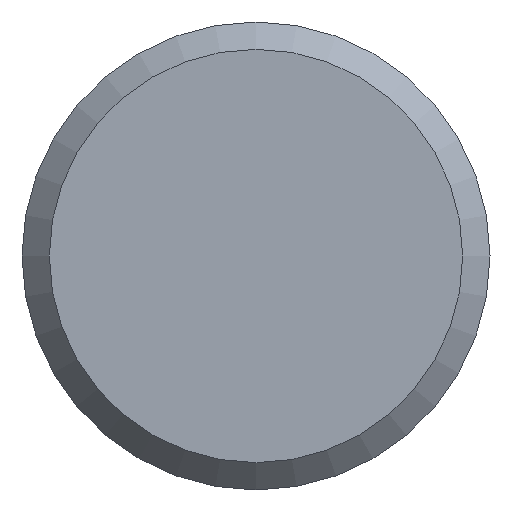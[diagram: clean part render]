
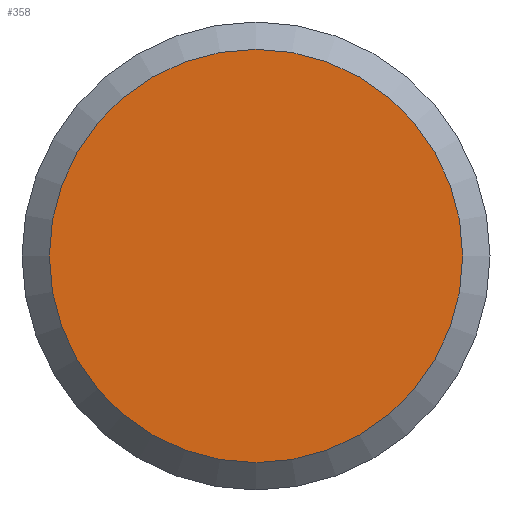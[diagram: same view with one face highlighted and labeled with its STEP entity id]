
A CAD part, front view. The second image highlights one B-rep face of the part: STEP entity #358.
In plain terms, the highlighted planar face has unit normal (0, -1, 0).
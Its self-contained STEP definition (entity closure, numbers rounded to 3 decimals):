
#25=PLANE('',#408);
#46=FACE_OUTER_BOUND('',#67,.T.);
#67=EDGE_LOOP('',(#253));
#135=CIRCLE('',#407,5.3);
#156=VERTEX_POINT('',#567);
#192=EDGE_CURVE('',#156,#156,#135,.T.);
#253=ORIENTED_EDGE('',*,*,#192,.T.);
#358=ADVANCED_FACE('',(#46),#25,.T.);
#407=AXIS2_PLACEMENT_3D('',#568,#466,#467);
#408=AXIS2_PLACEMENT_3D('',#570,#469,#470);
#466=DIRECTION('center_axis',(0.,-1.,0.));
#467=DIRECTION('ref_axis',(1.,0.,0.));
#469=DIRECTION('center_axis',(0.,-1.,0.));
#470=DIRECTION('ref_axis',(0.,0.,-1.));
#567=CARTESIAN_POINT('',(-5.3,-8.,0.));
#568=CARTESIAN_POINT('Origin',(0.,-8.,0.));
#570=CARTESIAN_POINT('Origin',(2.65,-8.,0.));
